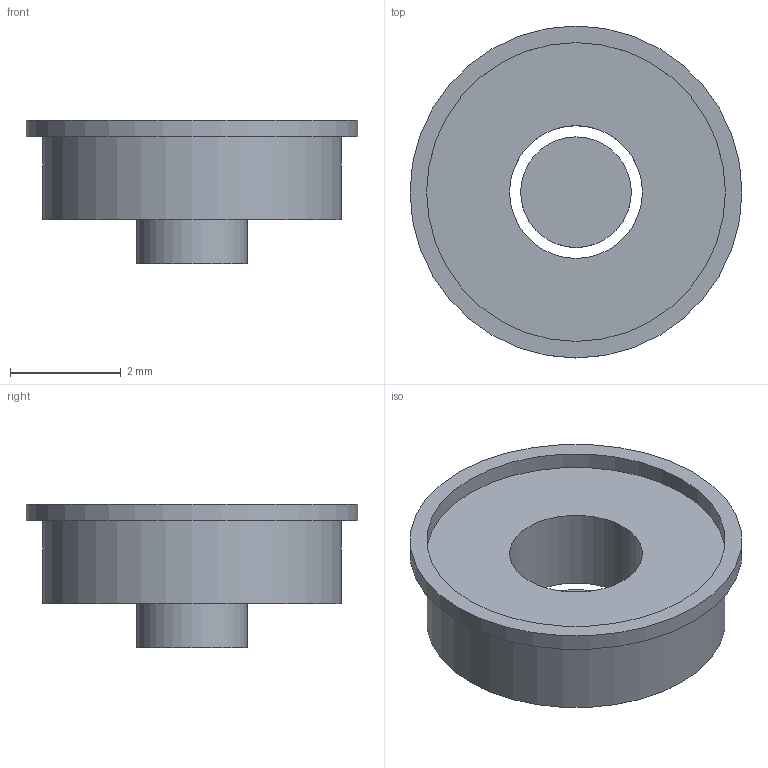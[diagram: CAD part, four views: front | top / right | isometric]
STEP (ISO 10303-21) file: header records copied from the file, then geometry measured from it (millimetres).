
FILE_DESCRIPTION ('Wheels terrestrial with a size of: 6.0 cm ','2;1');
FILE_NAME('KittyCAD Text to CAD model','2024-01-13T23:11:15',('Author'),('KittyCAD'),'KittyCAD Text to CAD','text-to-cad.kittycad.io','Unknown');
FILE_SCHEMA(('AUTOMOTIVE_DESIGN { 1 0 10303 214 1 1 1 1 }'));
Length unit declared in the file: millimetre
Products named in the file (5): KittyCAD Text to CAD
Assembly tree (4 placements, depth 3):
  KittyCAD Text to CAD
    KittyCAD Text to CAD
      KittyCAD Text to CAD
      KittyCAD Text to CAD
      KittyCAD Text to CAD
Bounding box: 6 x 6 x 2.6 mm (x, y, z)
Volume: 31.7 mm3; surface area: 106.3 mm2
Topology: 3 solids, 3 shells, 11 faces, 15 edges, 10 vertices
Faces by surface type: plane 6, cylinder 5
Full cylindrical faces by diameter (mm): 2 x1, 2.4 x1, 5.4 x2, 6 x1
Entity records: 519 total; most frequent: DIRECTION 86, CARTESIAN_POINT 72, ORIENTED_EDGE 30, PCURVE 30, DEFINITIONAL_REPRESENTATION 30, AXIS2_PLACEMENT_3D 26, LINE 24, VECTOR 24
